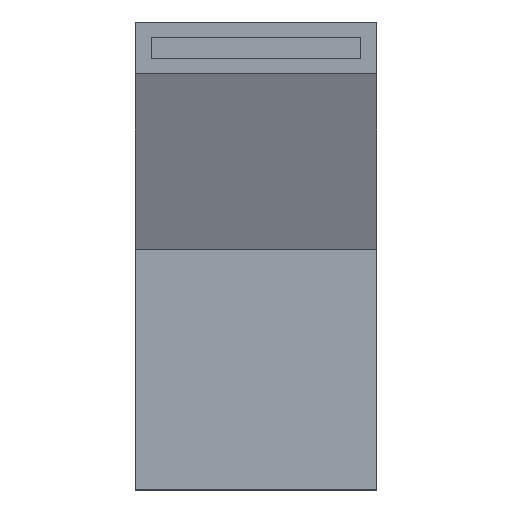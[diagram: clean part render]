
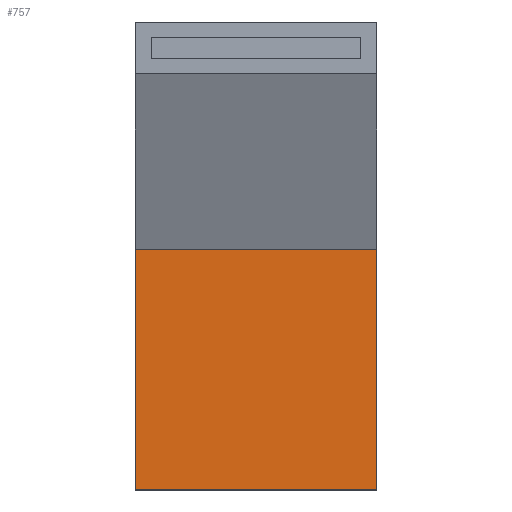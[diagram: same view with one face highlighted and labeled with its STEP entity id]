
A CAD part, front view. The second image highlights one B-rep face of the part: STEP entity #757.
In plain terms, the highlighted planar face has unit normal (0, -1, 0).
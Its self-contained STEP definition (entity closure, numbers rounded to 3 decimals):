
#26 = CARTESIAN_POINT ( 'NONE',  ( 44.45, 276.99, -162.435 ) ) ;
#47 = DIRECTION ( 'NONE',  ( 0., 0., 1. ) ) ;
#89 = EDGE_CURVE ( 'NONE', #274, #370, #1019, .T. ) ;
#123 = CARTESIAN_POINT ( 'NONE',  ( -44.45, 276.99, 0. ) ) ;
#125 = DIRECTION ( 'NONE',  ( -1., 0., 0. ) ) ;
#145 = CARTESIAN_POINT ( 'NONE',  ( 44.45, 276.99, -162.435 ) ) ;
#183 = CARTESIAN_POINT ( 'NONE',  ( -44.45, 276.99, -74.005 ) ) ;
#274 = VERTEX_POINT ( 'NONE', #336 ) ;
#294 = CARTESIAN_POINT ( 'NONE',  ( -44.45, 276.99, -162.435 ) ) ;
#298 = EDGE_CURVE ( 'NONE', #1014, #378, #869, .T. ) ;
#321 = LINE ( 'NONE', #123, #1110 ) ;
#336 = CARTESIAN_POINT ( 'NONE',  ( 44.45, 276.99, -74.005 ) ) ;
#340 = CARTESIAN_POINT ( 'NONE',  ( 44.45, 276.99, 0. ) ) ;
#370 = VERTEX_POINT ( 'NONE', #183 ) ;
#378 = VERTEX_POINT ( 'NONE', #294 ) ;
#393 = AXIS2_PLACEMENT_3D ( 'NONE', #340, #876, #679 ) ;
#412 = CARTESIAN_POINT ( 'NONE',  ( 44.45, 276.99, -74.005 ) ) ;
#560 = LINE ( 'NONE', #1076, #711 ) ;
#606 = EDGE_CURVE ( 'NONE', #378, #370, #321, .T. ) ;
#656 = DIRECTION ( 'NONE',  ( -1., 0., 0. ) ) ;
#677 = ORIENTED_EDGE ( 'NONE', *, *, #89, .T. ) ;
#679 = DIRECTION ( 'NONE',  ( 0., 0., -1. ) ) ;
#695 = VECTOR ( 'NONE', #656, 1000. ) ;
#701 = EDGE_LOOP ( 'NONE', ( #1268, #854, #796, #677 ) ) ;
#711 = VECTOR ( 'NONE', #1265, 1000. ) ;
#753 = VECTOR ( 'NONE', #125, 1000. ) ;
#757 = ADVANCED_FACE ( 'NONE', ( #1046 ), #1248, .T. ) ;
#796 = ORIENTED_EDGE ( 'NONE', *, *, #1081, .T. ) ;
#854 = ORIENTED_EDGE ( 'NONE', *, *, #298, .F. ) ;
#869 = LINE ( 'NONE', #145, #695 ) ;
#876 = DIRECTION ( 'NONE',  ( 0., -1., 0. ) ) ;
#1014 = VERTEX_POINT ( 'NONE', #26 ) ;
#1019 = LINE ( 'NONE', #412, #753 ) ;
#1046 = FACE_OUTER_BOUND ( 'NONE', #701, .T. ) ;
#1076 = CARTESIAN_POINT ( 'NONE',  ( 44.45, 276.99, 0. ) ) ;
#1081 = EDGE_CURVE ( 'NONE', #1014, #274, #560, .T. ) ;
#1110 = VECTOR ( 'NONE', #47, 1000. ) ;
#1248 = PLANE ( 'NONE',  #393 ) ;
#1265 = DIRECTION ( 'NONE',  ( 0., 0., 1. ) ) ;
#1268 = ORIENTED_EDGE ( 'NONE', *, *, #606, .F. ) ;
